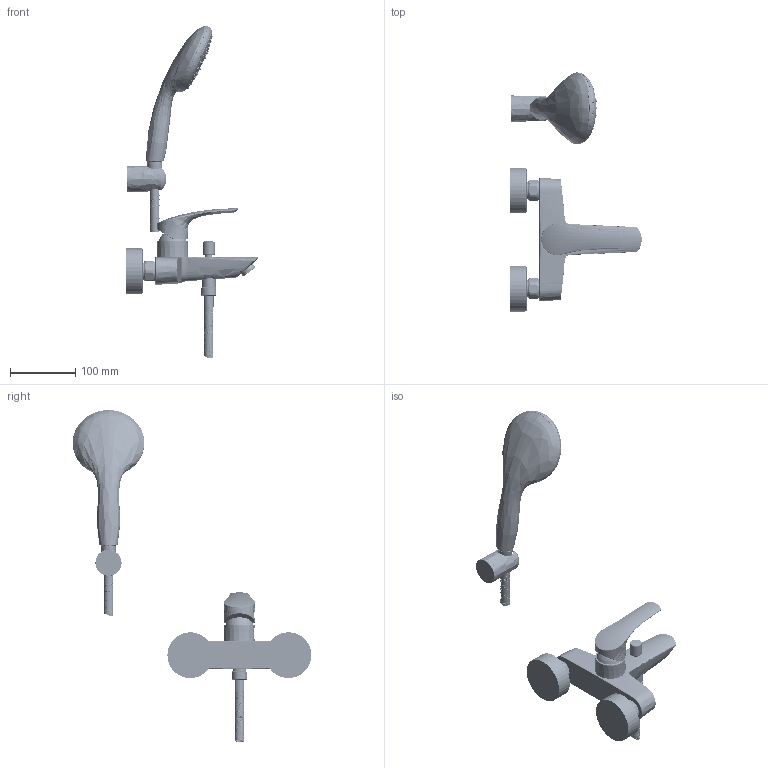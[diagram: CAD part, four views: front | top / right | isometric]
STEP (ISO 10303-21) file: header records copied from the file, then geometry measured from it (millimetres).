
FILE_DESCRIPTION(/* description */ ('Unknown'),/* implementation_level */ '2;1');
FILE_NAME(/* name */ '25276003',/* time_stamp */ '2023-01-16T09:28:19+06:00',/* author */ ('Unknown'),/* organization */ ('Unknown'),/* preprocessor_version */ 'ST-DEVELOPER v16.7',/* originating_system */ 'DEX',/* authorisation */ $);
FILE_SCHEMA (('TECHNICAL_DATA_PACKAGING','AUTOMOTIVE_DESIGN {1 0 10303 214 3 1 1}'));
Products named in the file (1): 25276003
Bounding box: 200.75 x 364.82 x 507.47 mm (x, y, z)
Volume: 711028.8 mm3; surface area: 326758.7 mm2
Topology: 25 solids, 29 shells, 8491 faces, 20806 edges, 12041 vertices
Faces by surface type: bspline 4708, cylinder 1225, plane 1030, torus 791, sphere 391, cone 346
Full cylindrical faces by diameter (mm): 2.8 x158, 3.7 x79, 5.5 x1, 8.3 x2, 10 x2, 10.8 x2, 12 x2, 12.2 x1, 12.35 x1, 12.4 x2, 12.55 x2, 12.8 x1, 13 x1, 14.7 x2, 15 x3, 15.1 x1, 15.2 x2, 15.3 x1, 15.6 x1, 16 x3, 16.2 x3, 16.9 x1, 17.996 x4, 18 x1, 18.2 x1, 18.3 x2, 18.4 x1, 18.5 x4, 18.631 x2, 19.2 x1
Entity records: 344436 total; most frequent: CARTESIAN_POINT 184531, ORIENTED_EDGE 36620, DIRECTION 22853, EDGE_CURVE 18310, VERTEX_POINT 11151, AXIS2_PLACEMENT_3D 10382, EDGE_LOOP 10187, FACE_BOUND 10187
